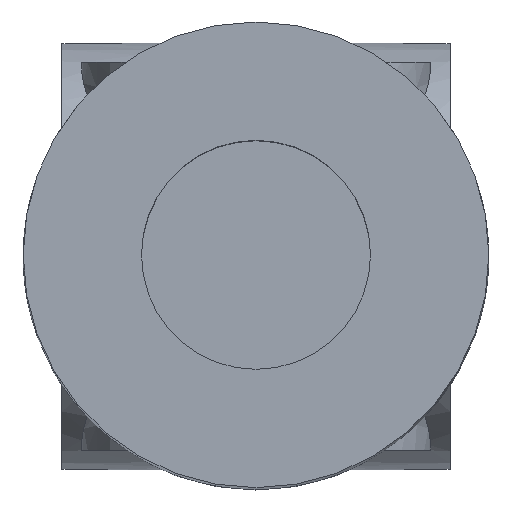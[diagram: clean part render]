
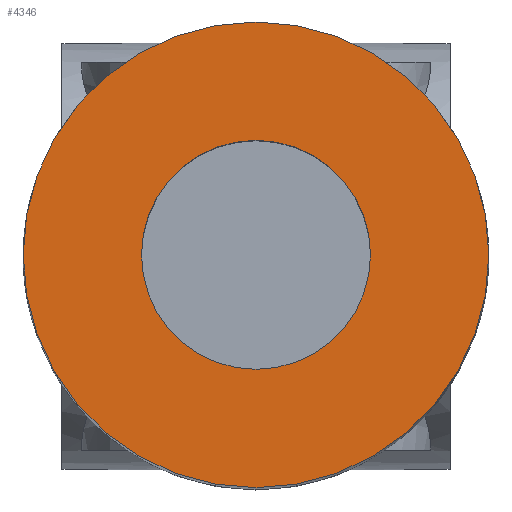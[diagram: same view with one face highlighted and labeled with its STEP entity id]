
A CAD part, top view. The second image highlights one B-rep face of the part: STEP entity #4346.
In plain terms, the highlighted planar face has unit normal (0, 0, 1).
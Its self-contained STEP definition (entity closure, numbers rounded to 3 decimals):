
#33 = CYLINDRICAL_SURFACE('',#34,12.);
#34 = AXIS2_PLACEMENT_3D('',#35,#36,#37);
#35 = CARTESIAN_POINT('',(0.,0.,0.));
#36 = DIRECTION('',(-0.,-0.,-1.));
#37 = DIRECTION('',(1.,0.,0.));
#222 = VERTEX_POINT('',#223);
#223 = CARTESIAN_POINT('',(12.,0.,69.));
#244 = EDGE_CURVE('',#222,#222,#245,.T.);
#245 = SURFACE_CURVE('',#246,(#251,#258),.PCURVE_S1.);
#246 = CIRCLE('',#247,12.);
#247 = AXIS2_PLACEMENT_3D('',#248,#249,#250);
#248 = CARTESIAN_POINT('',(0.,0.,69.));
#249 = DIRECTION('',(0.,0.,1.));
#250 = DIRECTION('',(1.,0.,0.));
#251 = PCURVE('',#33,#252);
#252 = DEFINITIONAL_REPRESENTATION('',(#253),#257);
#253 = LINE('',#254,#255);
#254 = CARTESIAN_POINT('',(-0.,-69.));
#255 = VECTOR('',#256,1.);
#256 = DIRECTION('',(-1.,0.));
#257 = ( GEOMETRIC_REPRESENTATION_CONTEXT(2) 
PARAMETRIC_REPRESENTATION_CONTEXT() REPRESENTATION_CONTEXT('2D SPACE',''
  ) );
#258 = PCURVE('',#259,#264);
#259 = PLANE('',#260);
#260 = AXIS2_PLACEMENT_3D('',#261,#262,#263);
#261 = CARTESIAN_POINT('',(0.,0.,69.));
#262 = DIRECTION('',(0.,0.,1.));
#263 = DIRECTION('',(1.,0.,-0.));
#264 = DEFINITIONAL_REPRESENTATION('',(#265),#269);
#265 = CIRCLE('',#266,12.);
#266 = AXIS2_PLACEMENT_2D('',#267,#268);
#267 = CARTESIAN_POINT('',(0.,0.));
#268 = DIRECTION('',(1.,0.));
#269 = ( GEOMETRIC_REPRESENTATION_CONTEXT(2) 
PARAMETRIC_REPRESENTATION_CONTEXT() REPRESENTATION_CONTEXT('2D SPACE',''
  ) );
#4346 = ADVANCED_FACE('',(#4347,#4350),#259,.T.);
#4347 = FACE_BOUND('',#4348,.T.);
#4348 = EDGE_LOOP('',(#4349));
#4349 = ORIENTED_EDGE('',*,*,#244,.T.);
#4350 = FACE_BOUND('',#4351,.T.);
#4351 = EDGE_LOOP('',(#4352));
#4352 = ORIENTED_EDGE('',*,*,#4353,.T.);
#4353 = EDGE_CURVE('',#4354,#4354,#4356,.T.);
#4354 = VERTEX_POINT('',#4355);
#4355 = CARTESIAN_POINT('',(-5.9,0.,69.));
#4356 = SURFACE_CURVE('',#4357,(#4362,#4373),.PCURVE_S1.);
#4357 = CIRCLE('',#4358,5.9);
#4358 = AXIS2_PLACEMENT_3D('',#4359,#4360,#4361);
#4359 = CARTESIAN_POINT('',(0.,0.,69.));
#4360 = DIRECTION('',(0.,0.,-1.));
#4361 = DIRECTION('',(-1.,0.,0.));
#4362 = PCURVE('',#259,#4363);
#4363 = DEFINITIONAL_REPRESENTATION('',(#4364),#4372);
#4364 = ( BOUNDED_CURVE() B_SPLINE_CURVE(2,(#4365,#4366,#4367,#4368,
#4369,#4370,#4371),.UNSPECIFIED.,.T.,.F.) B_SPLINE_CURVE_WITH_KNOTS((1,2
    ,2,2,2,1),(-2.094,0.,2.094,4.189,
6.283,8.378),.UNSPECIFIED.) CURVE() 
GEOMETRIC_REPRESENTATION_ITEM() RATIONAL_B_SPLINE_CURVE((1.,0.5,1.,0.5,
1.,0.5,1.)) REPRESENTATION_ITEM('') );
#4365 = CARTESIAN_POINT('',(-5.9,0.));
#4366 = CARTESIAN_POINT('',(-5.9,10.219));
#4367 = CARTESIAN_POINT('',(2.95,5.11));
#4368 = CARTESIAN_POINT('',(11.8,0.));
#4369 = CARTESIAN_POINT('',(2.95,-5.11));
#4370 = CARTESIAN_POINT('',(-5.9,-10.219));
#4371 = CARTESIAN_POINT('',(-5.9,0.));
#4372 = ( GEOMETRIC_REPRESENTATION_CONTEXT(2) 
PARAMETRIC_REPRESENTATION_CONTEXT() REPRESENTATION_CONTEXT('2D SPACE',''
  ) );
#4373 = PCURVE('',#4374,#4379);
#4374 = CYLINDRICAL_SURFACE('',#4375,5.9);
#4375 = AXIS2_PLACEMENT_3D('',#4376,#4377,#4378);
#4376 = CARTESIAN_POINT('',(0.,0.,69.));
#4377 = DIRECTION('',(0.,0.,-1.));
#4378 = DIRECTION('',(-1.,0.,0.));
#4379 = DEFINITIONAL_REPRESENTATION('',(#4380),#4384);
#4380 = LINE('',#4381,#4382);
#4381 = CARTESIAN_POINT('',(0.,0.));
#4382 = VECTOR('',#4383,1.);
#4383 = DIRECTION('',(1.,0.));
#4384 = ( GEOMETRIC_REPRESENTATION_CONTEXT(2) 
PARAMETRIC_REPRESENTATION_CONTEXT() REPRESENTATION_CONTEXT('2D SPACE',''
  ) );
